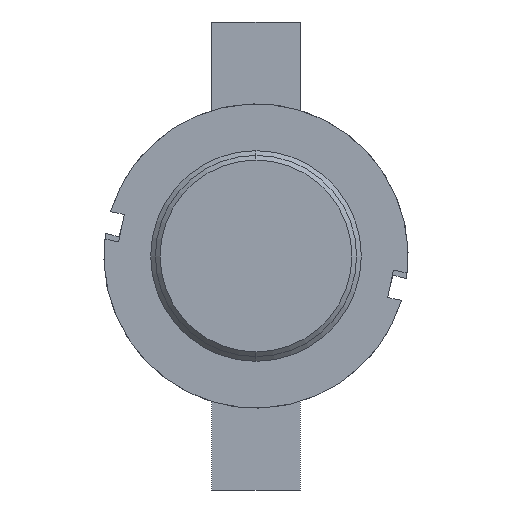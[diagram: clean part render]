
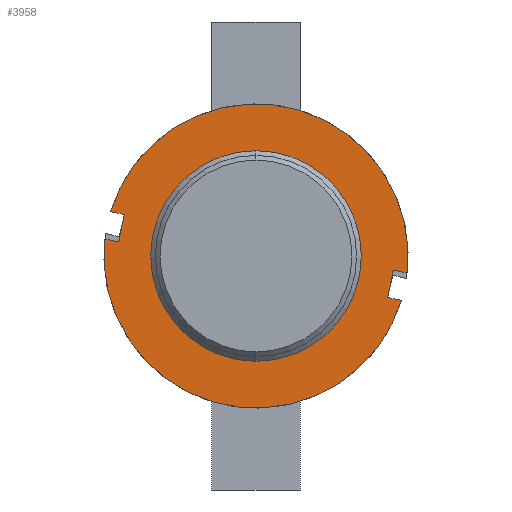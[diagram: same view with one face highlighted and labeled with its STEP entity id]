
A CAD part, front view. The second image highlights one B-rep face of the part: STEP entity #3958.
In plain terms, the highlighted face is planar.
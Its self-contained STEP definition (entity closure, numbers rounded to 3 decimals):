
#99 = EDGE_CURVE ( 'NONE', #3520, #1497, #3340, .T. ) ;
#126 = EDGE_CURVE ( 'NONE', #1464, #3521, #3309, .T. ) ;
#567 = ORIENTED_EDGE ( 'NONE', *, *, #1285, .F. ) ;
#571 = ORIENTED_EDGE ( 'NONE', *, *, #1291, .T. ) ;
#618 = ORIENTED_EDGE ( 'NONE', *, *, #1289, .T. ) ;
#619 = ORIENTED_EDGE ( 'NONE', *, *, #1293, .T. ) ;
#638 = ORIENTED_EDGE ( 'NONE', *, *, #1290, .T. ) ;
#696 = ORIENTED_EDGE ( 'NONE', *, *, #1286, .T. ) ;
#752 = ORIENTED_EDGE ( 'NONE', *, *, #126, .T. ) ;
#755 = ORIENTED_EDGE ( 'NONE', *, *, #99, .T. ) ;
#772 = ORIENTED_EDGE ( 'NONE', *, *, #1288, .T. ) ;
#931 = CARTESIAN_POINT ( 'NONE',  ( -29.361, 3., 10. ) ) ;
#941 = CARTESIAN_POINT ( 'NONE',  ( 29.361, -3., 10. ) ) ;
#947 = CARTESIAN_POINT ( 'NONE',  ( -32.361, -3., 10. ) ) ;
#1097 = DIRECTION ( 'NONE',  ( 0., 1., 0. ) ) ;
#1194 = CARTESIAN_POINT ( 'NONE',  ( 29.361, 3., 10. ) ) ;
#1285 = EDGE_CURVE ( 'NONE', #1495, #3484, #3154, .T. ) ;
#1286 = EDGE_CURVE ( 'NONE', #3475, #1464, #3152, .T. ) ;
#1288 = EDGE_CURVE ( 'NONE', #3521, #1449, #3156, .T. ) ;
#1289 = EDGE_CURVE ( 'NONE', #1449, #3516, #3148, .T. ) ;
#1290 = EDGE_CURVE ( 'NONE', #1435, #3520, #3146, .T. ) ;
#1291 = EDGE_CURVE ( 'NONE', #1497, #3475, #3144, .T. ) ;
#1293 = EDGE_CURVE ( 'NONE', #3516, #1435, #3140, .T. ) ;
#1295 = EDGE_CURVE ( 'NONE', #3484, #1495, #3150, .T. ) ;
#1435 = VERTEX_POINT ( 'NONE', #4831 ) ;
#1449 = VERTEX_POINT ( 'NONE', #4812 ) ;
#1464 = VERTEX_POINT ( 'NONE', #4795 ) ;
#1495 = VERTEX_POINT ( 'NONE', #4752 ) ;
#1497 = VERTEX_POINT ( 'NONE', #4750 ) ;
#1998 = FACE_BOUND ( 'NONE', #4671, .T. ) ;
#2001 = FACE_OUTER_BOUND ( 'NONE', #4698, .T. ) ;
#2512 = DIRECTION ( 'NONE',  ( 1., 0., 0. ) ) ;
#2542 = CARTESIAN_POINT ( 'NONE',  ( -32.361, 3., 10. ) ) ;
#3043 = DIRECTION ( 'NONE',  ( 1., 0., 0. ) ) ;
#3044 = DIRECTION ( 'NONE',  ( 0., 0., 1. ) ) ;
#3046 = PLANE ( 'NONE',  #4041 ) ;
#3058 = CARTESIAN_POINT ( 'NONE',  ( 0., 0., 10. ) ) ;
#3140 = CIRCLE ( 'NONE', #4184, 32.5 ) ;
#3141 = VECTOR ( 'NONE', #4940, 1000. ) ;
#3143 = VECTOR ( 'NONE', #4952, 1000. ) ;
#3144 = LINE ( 'NONE', #4972, #3141 ) ;
#3145 = VECTOR ( 'NONE', #4956, 1000. ) ;
#3146 = LINE ( 'NONE', #4953, #3143 ) ;
#3147 = VECTOR ( 'NONE', #4973, 1000. ) ;
#3148 = LINE ( 'NONE', #4963, #3145 ) ;
#3150 = CIRCLE ( 'NONE', #4182, 21.75 ) ;
#3152 = CIRCLE ( 'NONE', #4185, 32.5 ) ;
#3154 = CIRCLE ( 'NONE', #4186, 21.75 ) ;
#3156 = LINE ( 'NONE', #4987, #3147 ) ;
#3308 = VECTOR ( 'NONE', #2512, 1000. ) ;
#3309 = LINE ( 'NONE', #2542, #3308 ) ;
#3338 = VECTOR ( 'NONE', #1097, 1000. ) ;
#3340 = LINE ( 'NONE', #1194, #3338 ) ;
#3475 = VERTEX_POINT ( 'NONE', #4724 ) ;
#3484 = VERTEX_POINT ( 'NONE', #4710 ) ;
#3516 = VERTEX_POINT ( 'NONE', #947 ) ;
#3520 = VERTEX_POINT ( 'NONE', #941 ) ;
#3521 = VERTEX_POINT ( 'NONE', #931 ) ;
#3958 = ADVANCED_FACE ( 'NONE', ( #2001, #1998 ), #3046, .T. ) ;
#4041 = AXIS2_PLACEMENT_3D ( 'NONE', #3058, #3044, #3043 ) ;
#4182 = AXIS2_PLACEMENT_3D ( 'NONE', #4927, #4915, #4926 ) ;
#4184 = AXIS2_PLACEMENT_3D ( 'NONE', #4939, #4944, #4938 ) ;
#4185 = AXIS2_PLACEMENT_3D ( 'NONE', #4977, #4970, #4975 ) ;
#4186 = AXIS2_PLACEMENT_3D ( 'NONE', #4982, #4981, #4979 ) ;
#4438 = ORIENTED_EDGE ( 'NONE', *, *, #1295, .F. ) ;
#4671 = EDGE_LOOP ( 'NONE', ( #567, #4438 ) ) ;
#4698 = EDGE_LOOP ( 'NONE', ( #696, #752, #772, #618, #619, #638, #755, #571 ) ) ;
#4710 = CARTESIAN_POINT ( 'NONE',  ( 21.75, 0., 10. ) ) ;
#4724 = CARTESIAN_POINT ( 'NONE',  ( 32.361, 3., 10. ) ) ;
#4750 = CARTESIAN_POINT ( 'NONE',  ( 29.361, 3., 10. ) ) ;
#4752 = CARTESIAN_POINT ( 'NONE',  ( -21.75, 0., 10. ) ) ;
#4795 = CARTESIAN_POINT ( 'NONE',  ( -32.361, 3., 10. ) ) ;
#4812 = CARTESIAN_POINT ( 'NONE',  ( -29.361, -3., 10. ) ) ;
#4831 = CARTESIAN_POINT ( 'NONE',  ( 32.361, -3., 10. ) ) ;
#4915 = DIRECTION ( 'NONE',  ( 0., 0., 1. ) ) ;
#4926 = DIRECTION ( 'NONE',  ( 1., 0., 0. ) ) ;
#4927 = CARTESIAN_POINT ( 'NONE',  ( 0., 0., 10. ) ) ;
#4938 = DIRECTION ( 'NONE',  ( 1., 0., 0. ) ) ;
#4939 = CARTESIAN_POINT ( 'NONE',  ( 0., 0., 10. ) ) ;
#4940 = DIRECTION ( 'NONE',  ( 1., 0., 0. ) ) ;
#4944 = DIRECTION ( 'NONE',  ( 0., 0., 1. ) ) ;
#4952 = DIRECTION ( 'NONE',  ( -1., 0., 0. ) ) ;
#4953 = CARTESIAN_POINT ( 'NONE',  ( 29.361, -3., 10. ) ) ;
#4956 = DIRECTION ( 'NONE',  ( -1., 0., 0. ) ) ;
#4963 = CARTESIAN_POINT ( 'NONE',  ( -29.361, -3., 10. ) ) ;
#4970 = DIRECTION ( 'NONE',  ( 0., 0., 1. ) ) ;
#4972 = CARTESIAN_POINT ( 'NONE',  ( 32.361, 3., 10. ) ) ;
#4973 = DIRECTION ( 'NONE',  ( 0., -1., 0. ) ) ;
#4975 = DIRECTION ( 'NONE',  ( 1., 0., 0. ) ) ;
#4977 = CARTESIAN_POINT ( 'NONE',  ( 0., 0., 10. ) ) ;
#4979 = DIRECTION ( 'NONE',  ( 1., 0., 0. ) ) ;
#4981 = DIRECTION ( 'NONE',  ( 0., 0., 1. ) ) ;
#4982 = CARTESIAN_POINT ( 'NONE',  ( 0., 0., 10. ) ) ;
#4987 = CARTESIAN_POINT ( 'NONE',  ( -29.361, 3., 10. ) ) ;
